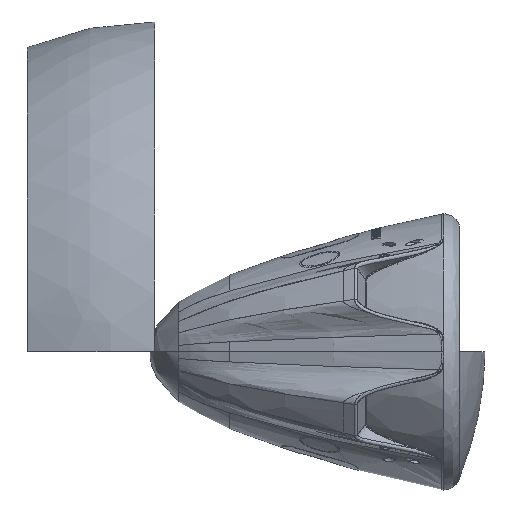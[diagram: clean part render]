
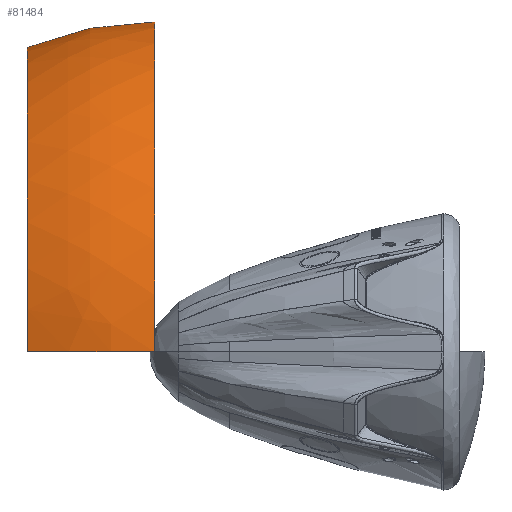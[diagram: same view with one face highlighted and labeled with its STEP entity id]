
A CAD part, left-side view. The second image highlights one B-rep face of the part: STEP entity #81484.
In plain terms, the highlighted free-form (B-spline) face has degree [2, 2] with [5, 3] control points.
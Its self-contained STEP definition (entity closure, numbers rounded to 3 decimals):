
#81484 = ADVANCED_FACE('',(#81485),#81558,.T.);
#81485 = FACE_BOUND('',#81486,.T.);
#81486 = EDGE_LOOP('',(#81487,#81504,#81519,#81531,#81548));
#81487 = ORIENTED_EDGE('',*,*,#81488,.F.);
#81488 = EDGE_CURVE('',#81489,#81491,#81493,.T.);
#81489 = VERTEX_POINT('',#81490);
#81490 = CARTESIAN_POINT('',(0.,5082.163,
    3383.108));
#81491 = VERTEX_POINT('',#81492);
#81492 = CARTESIAN_POINT('',(-3383.108,5082.163,
    0.));
#81493 = B_SPLINE_CURVE_WITH_KNOTS('',9,(#81494,#81495,#81496,#81497,
    #81498,#81499,#81500,#81501,#81502,#81503),.UNSPECIFIED.,.F.,.F.,(10
    ,10),(0.,1.),.PIECEWISE_BEZIER_KNOTS.);
#81494 = CARTESIAN_POINT('',(0.,5082.163,
    3383.108));
#81495 = CARTESIAN_POINT('',(-590.464,5082.163,
    3383.108));
#81496 = CARTESIAN_POINT('',(-1180.928,5082.163,
    3267.171));
#81497 = CARTESIAN_POINT('',(-1745.375,5082.163,
    3035.296));
#81498 = CARTESIAN_POINT('',(-2257.79,5082.163,
    2694.296));
#81499 = CARTESIAN_POINT('',(-2694.296,5082.163,
    2257.79));
#81500 = CARTESIAN_POINT('',(-3035.296,5082.163,
    1745.375));
#81501 = CARTESIAN_POINT('',(-3267.171,5082.163,
    1180.928));
#81502 = CARTESIAN_POINT('',(-3383.108,5082.163,
    590.464));
#81503 = CARTESIAN_POINT('',(-3383.108,5082.163,
    0.));
#81504 = ORIENTED_EDGE('',*,*,#81505,.F.);
#81505 = EDGE_CURVE('',#81506,#81489,#81508,.T.);
#81506 = VERTEX_POINT('',#81507);
#81507 = CARTESIAN_POINT('',(3383.108,5082.163,
    0.));
#81508 = B_SPLINE_CURVE_WITH_KNOTS('',9,(#81509,#81510,#81511,#81512,
    #81513,#81514,#81515,#81516,#81517,#81518),.UNSPECIFIED.,.F.,.F.,(10
    ,10),(0.,1.),.PIECEWISE_BEZIER_KNOTS.);
#81509 = CARTESIAN_POINT('',(3383.108,5082.163,
    0.));
#81510 = CARTESIAN_POINT('',(3383.108,5082.163,
    590.464));
#81511 = CARTESIAN_POINT('',(3267.171,5082.163,
    1180.928));
#81512 = CARTESIAN_POINT('',(3035.296,5082.163,
    1745.375));
#81513 = CARTESIAN_POINT('',(2694.296,5082.163,
    2257.79));
#81514 = CARTESIAN_POINT('',(2257.79,5082.163,
    2694.296));
#81515 = CARTESIAN_POINT('',(1745.375,5082.163,
    3035.296));
#81516 = CARTESIAN_POINT('',(1180.927,5082.163,
    3267.171));
#81517 = CARTESIAN_POINT('',(590.464,5082.163,
    3383.108));
#81518 = CARTESIAN_POINT('',(0.,5082.163,
    3383.108));
#81519 = ORIENTED_EDGE('',*,*,#81520,.F.);
#81520 = EDGE_CURVE('',#81521,#81506,#81523,.T.);
#81521 = VERTEX_POINT('',#81522);
#81522 = CARTESIAN_POINT('',(3667.12,3667.12,
    0.));
#81523 = B_SPLINE_CURVE_WITH_KNOTS('',6,(#81524,#81525,#81526,#81527,
    #81528,#81529,#81530),.UNSPECIFIED.,.F.,.F.,(7,7),(0.,1.),
  .PIECEWISE_BEZIER_KNOTS.);
#81524 = CARTESIAN_POINT('',(3667.12,3667.12,
    0.));
#81525 = CARTESIAN_POINT('',(3667.12,3909.244,
    0.));
#81526 = CARTESIAN_POINT('',(3647.936,4151.368,
    0.));
#81527 = CARTESIAN_POINT('',(3609.569,4391.592,
    0.));
#81528 = CARTESIAN_POINT('',(3552.268,4628.016,
    0.));
#81529 = CARTESIAN_POINT('',(3476.537,4858.791,
    0.));
#81530 = CARTESIAN_POINT('',(3383.108,5082.163,
    0.));
#81531 = ORIENTED_EDGE('',*,*,#81532,.F.);
#81532 = EDGE_CURVE('',#81533,#81521,#81535,.T.);
#81533 = VERTEX_POINT('',#81534);
#81534 = CARTESIAN_POINT('',(-3667.12,3667.12,
    0.));
#81535 = B_SPLINE_CURVE_WITH_KNOTS('',11,(#81536,#81537,#81538,#81539,
    #81540,#81541,#81542,#81543,#81544,#81545,#81546,#81547),
  .UNSPECIFIED.,.F.,.F.,(12,12),(0.,1.),.PIECEWISE_BEZIER_KNOTS.);
#81536 = CARTESIAN_POINT('',(-3667.12,3667.12,
    0.));
#81537 = CARTESIAN_POINT('',(-3667.12,3667.12,
    1047.327));
#81538 = CARTESIAN_POINT('',(-3338.092,3667.12,
    2094.654));
#81539 = CARTESIAN_POINT('',(-2680.037,3667.12,
    3027.129));
#81540 = CARTESIAN_POINT('',(-1738.057,3667.12,
    3729.897));
#81541 = CARTESIAN_POINT('',(-602.358,3667.12,
    4108.359));
#81542 = CARTESIAN_POINT('',(602.358,3667.12,
    4108.359));
#81543 = CARTESIAN_POINT('',(1738.057,3667.12,
    3729.897));
#81544 = CARTESIAN_POINT('',(2680.037,3667.12,
    3027.129));
#81545 = CARTESIAN_POINT('',(3338.092,3667.12,
    2094.654));
#81546 = CARTESIAN_POINT('',(3667.12,3667.12,
    1047.327));
#81547 = CARTESIAN_POINT('',(3667.12,3667.12,
    0.));
#81548 = ORIENTED_EDGE('',*,*,#81549,.F.);
#81549 = EDGE_CURVE('',#81491,#81533,#81550,.T.);
#81550 = B_SPLINE_CURVE_WITH_KNOTS('',6,(#81551,#81552,#81553,#81554,
    #81555,#81556,#81557),.UNSPECIFIED.,.F.,.F.,(7,7),(0.,1.),
  .PIECEWISE_BEZIER_KNOTS.);
#81551 = CARTESIAN_POINT('',(-3383.108,5082.163,
    0.));
#81552 = CARTESIAN_POINT('',(-3476.537,4858.791,
    0.));
#81553 = CARTESIAN_POINT('',(-3552.268,4628.016,
    0.));
#81554 = CARTESIAN_POINT('',(-3609.569,4391.592,
    0.));
#81555 = CARTESIAN_POINT('',(-3647.936,4151.368,
    0.));
#81556 = CARTESIAN_POINT('',(-3667.12,3909.244,
    0.));
#81557 = CARTESIAN_POINT('',(-3667.12,3667.12,
    0.));
#81558 = ( BOUNDED_SURFACE() B_SPLINE_SURFACE(2,2,(
    (#81559,#81560,#81561)
    ,(#81562,#81563,#81564)
    ,(#81565,#81566,#81567)
    ,(#81568,#81569,#81570)
    ,(#81571,#81572,#81573
)),.UNSPECIFIED.,.F.,.F.,.F.) B_SPLINE_SURFACE_WITH_KNOTS((3,2,3),(3,3),
  (0.,1.571,3.142),(0.,0.396),
.PIECEWISE_BEZIER_KNOTS.) GEOMETRIC_REPRESENTATION_ITEM() 
RATIONAL_B_SPLINE_SURFACE((
    (1.,0.98,1.)
    ,(0.707,0.693,0.707)
    ,(1.,0.98,1.)
    ,(0.707,0.693,0.707)
,(1.,0.98,1.))) REPRESENTATION_ITEM('') SURFACE() );
#81559 = CARTESIAN_POINT('',(3667.12,3667.12,
    0.));
#81560 = CARTESIAN_POINT('',(3667.12,4403.143,
    0.));
#81561 = CARTESIAN_POINT('',(3383.108,5082.163,
    0.));
#81562 = CARTESIAN_POINT('',(3667.12,3667.12,
    3667.12));
#81563 = CARTESIAN_POINT('',(3667.12,4403.143,
    3667.12));
#81564 = CARTESIAN_POINT('',(3383.108,5082.163,
    3383.108));
#81565 = CARTESIAN_POINT('',(0.,3667.12,
    3667.12));
#81566 = CARTESIAN_POINT('',(0.,4403.143,
    3667.12));
#81567 = CARTESIAN_POINT('',(0.,5082.163,
    3383.108));
#81568 = CARTESIAN_POINT('',(-3667.12,3667.12,
    3667.12));
#81569 = CARTESIAN_POINT('',(-3667.12,4403.143,
    3667.12));
#81570 = CARTESIAN_POINT('',(-3383.108,5082.163,
    3383.108));
#81571 = CARTESIAN_POINT('',(-3667.12,3667.12,
    0.));
#81572 = CARTESIAN_POINT('',(-3667.12,4403.143,
    0.));
#81573 = CARTESIAN_POINT('',(-3383.108,5082.163,
    0.));
